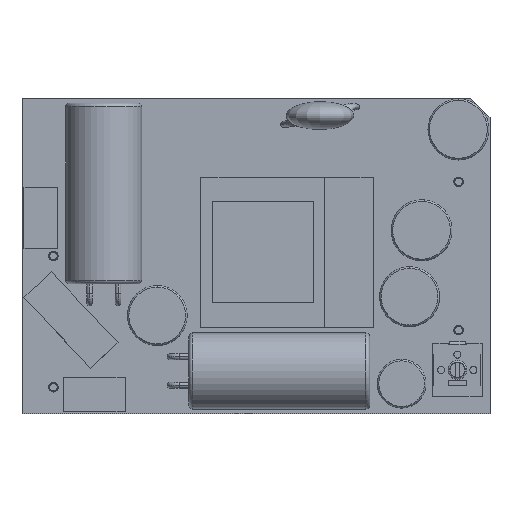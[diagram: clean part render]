
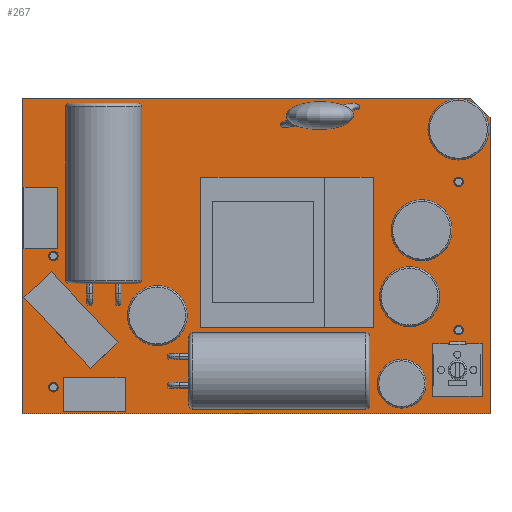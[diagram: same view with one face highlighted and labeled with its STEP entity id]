
A CAD part, top view. The second image highlights one B-rep face of the part: STEP entity #267.
In plain terms, the highlighted planar face has unit normal (0, 0, 1).
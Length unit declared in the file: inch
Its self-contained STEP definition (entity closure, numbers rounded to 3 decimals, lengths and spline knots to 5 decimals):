
#2=CARTESIAN_POINT('',(-1.065,0.,0.));
#3=DIRECTION('',(0.,0.,1.));
#4=DIRECTION('',(-1.,0.,0.));
#5=AXIS2_PLACEMENT_3D('',#2,#3,#4);
#7=CARTESIAN_POINT('',(-1.065,0.,0.));
#8=DIRECTION('',(0.,0.,1.));
#9=DIRECTION('',(1.,0.,0.));
#10=AXIS2_PLACEMENT_3D('',#7,#8,#9);
#12=CARTESIAN_POINT('',(-1.065,-0.69,0.));
#13=DIRECTION('',(0.,0.,1.));
#14=DIRECTION('',(-1.,0.,0.));
#15=AXIS2_PLACEMENT_3D('',#12,#13,#14);
#17=CARTESIAN_POINT('',(-1.065,-0.69,0.));
#18=DIRECTION('',(0.,0.,1.));
#19=DIRECTION('',(1.,0.,0.));
#20=AXIS2_PLACEMENT_3D('',#17,#18,#19);
#22=CARTESIAN_POINT('',(1.065,0.39,0.));
#23=DIRECTION('',(0.,0.,1.));
#24=DIRECTION('',(-1.,0.,0.));
#25=AXIS2_PLACEMENT_3D('',#22,#23,#24);
#27=CARTESIAN_POINT('',(1.065,0.39,0.));
#28=DIRECTION('',(0.,0.,1.));
#29=DIRECTION('',(1.,0.,0.));
#30=AXIS2_PLACEMENT_3D('',#27,#28,#29);
#32=CARTESIAN_POINT('',(1.065,-0.39,0.));
#33=DIRECTION('',(0.,0.,1.));
#34=DIRECTION('',(-1.,0.,0.));
#35=AXIS2_PLACEMENT_3D('',#32,#33,#34);
#37=CARTESIAN_POINT('',(1.065,-0.39,0.));
#38=DIRECTION('',(0.,0.,1.));
#39=DIRECTION('',(1.,0.,0.));
#40=AXIS2_PLACEMENT_3D('',#37,#38,#39);
#42=DIRECTION('',(-0.707,0.707,0.));
#43=VECTOR('',#42,0.14142);
#44=CARTESIAN_POINT('',(1.23,0.73,0.));
#45=LINE('',#44,#43);
#46=DIRECTION('',(0.,1.,0.));
#47=VECTOR('',#46,1.56);
#48=CARTESIAN_POINT('',(1.23,-0.83,0.));
#49=LINE('',#48,#47);
#50=DIRECTION('',(1.,0.,0.));
#51=VECTOR('',#50,2.46);
#52=CARTESIAN_POINT('',(-1.23,-0.83,0.));
#53=LINE('',#52,#51);
#54=DIRECTION('',(0.,-1.,0.));
#55=VECTOR('',#54,1.66);
#56=CARTESIAN_POINT('',(-1.23,0.83,0.));
#57=LINE('',#56,#55);
#58=DIRECTION('',(-1.,0.,0.));
#59=VECTOR('',#58,2.36);
#60=CARTESIAN_POINT('',(1.13,0.83,0.));
#61=LINE('',#60,#59);
#174=CARTESIAN_POINT('',(-1.23,0.83,0.));
#175=CARTESIAN_POINT('',(-1.23,-0.83,0.));
#176=VERTEX_POINT('',#174);
#177=VERTEX_POINT('',#175);
#178=CARTESIAN_POINT('',(1.23,-0.83,0.));
#179=VERTEX_POINT('',#178);
#186=CARTESIAN_POINT('',(-1.09,0.,0.));
#187=CARTESIAN_POINT('',(-1.04,0.,0.));
#188=VERTEX_POINT('',#186);
#189=VERTEX_POINT('',#187);
#194=CARTESIAN_POINT('',(-1.09,-0.69,0.));
#195=CARTESIAN_POINT('',(-1.04,-0.69,0.));
#196=VERTEX_POINT('',#194);
#197=VERTEX_POINT('',#195);
#198=CARTESIAN_POINT('',(1.04,0.39,0.));
#199=CARTESIAN_POINT('',(1.09,0.39,0.));
#200=VERTEX_POINT('',#198);
#201=VERTEX_POINT('',#199);
#202=CARTESIAN_POINT('',(1.04,-0.39,0.));
#203=CARTESIAN_POINT('',(1.09,-0.39,0.));
#204=VERTEX_POINT('',#202);
#205=VERTEX_POINT('',#203);
#218=CARTESIAN_POINT('',(1.23,0.73,0.));
#219=CARTESIAN_POINT('',(1.13,0.83,0.));
#220=VERTEX_POINT('',#218);
#221=VERTEX_POINT('',#219);
#226=CARTESIAN_POINT('',(0.,0.,0.));
#227=DIRECTION('',(0.,0.,1.));
#228=DIRECTION('',(1.,0.,0.));
#229=AXIS2_PLACEMENT_3D('',#226,#227,#228);
#230=PLANE('',#229);
#232=ORIENTED_EDGE('',*,*,#231,.F.);
#234=ORIENTED_EDGE('',*,*,#233,.F.);
#236=ORIENTED_EDGE('',*,*,#235,.F.);
#238=ORIENTED_EDGE('',*,*,#237,.F.);
#240=ORIENTED_EDGE('',*,*,#239,.F.);
#241=EDGE_LOOP('',(#232,#234,#236,#238,#240));
#242=FACE_OUTER_BOUND('',#241,.F.);
#244=ORIENTED_EDGE('',*,*,#243,.T.);
#246=ORIENTED_EDGE('',*,*,#245,.T.);
#247=EDGE_LOOP('',(#244,#246));
#248=FACE_BOUND('',#247,.F.);
#250=ORIENTED_EDGE('',*,*,#249,.T.);
#252=ORIENTED_EDGE('',*,*,#251,.T.);
#253=EDGE_LOOP('',(#250,#252));
#254=FACE_BOUND('',#253,.F.);
#256=ORIENTED_EDGE('',*,*,#255,.T.);
#258=ORIENTED_EDGE('',*,*,#257,.T.);
#259=EDGE_LOOP('',(#256,#258));
#260=FACE_BOUND('',#259,.F.);
#262=ORIENTED_EDGE('',*,*,#261,.T.);
#264=ORIENTED_EDGE('',*,*,#263,.T.);
#265=EDGE_LOOP('',(#262,#264));
#266=FACE_BOUND('',#265,.F.);
#267=ADVANCED_FACE('',(#242,#248,#254,#260,#266),#230,.T.);
#6=CIRCLE('',#5,0.025);
#11=CIRCLE('',#10,0.025);
#16=CIRCLE('',#15,0.025);
#21=CIRCLE('',#20,0.025);
#26=CIRCLE('',#25,0.025);
#31=CIRCLE('',#30,0.025);
#36=CIRCLE('',#35,0.025);
#41=CIRCLE('',#40,0.025);
#231=EDGE_CURVE('',#220,#221,#45,.T.);
#233=EDGE_CURVE('',#179,#220,#49,.T.);
#235=EDGE_CURVE('',#177,#179,#53,.T.);
#237=EDGE_CURVE('',#176,#177,#57,.T.);
#239=EDGE_CURVE('',#221,#176,#61,.T.);
#243=EDGE_CURVE('',#196,#197,#16,.T.);
#245=EDGE_CURVE('',#197,#196,#21,.T.);
#249=EDGE_CURVE('',#200,#201,#26,.T.);
#251=EDGE_CURVE('',#201,#200,#31,.T.);
#255=EDGE_CURVE('',#204,#205,#36,.T.);
#257=EDGE_CURVE('',#205,#204,#41,.T.);
#261=EDGE_CURVE('',#188,#189,#6,.T.);
#263=EDGE_CURVE('',#189,#188,#11,.T.);
